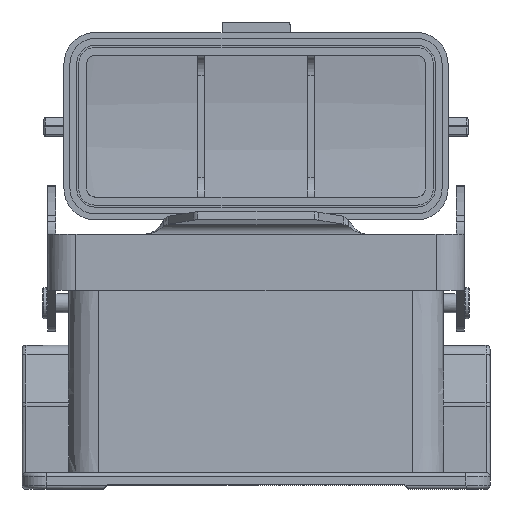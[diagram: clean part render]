
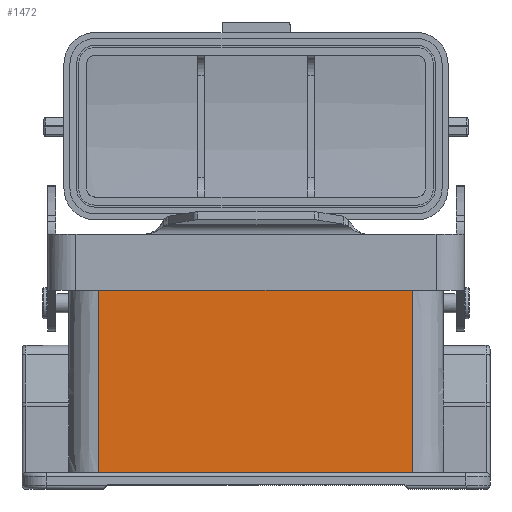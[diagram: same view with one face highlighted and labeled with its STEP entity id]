
A CAD part, left-side view. The second image highlights one B-rep face of the part: STEP entity #1472.
In plain terms, the highlighted planar face has unit normal (-1, 0, 0.009).
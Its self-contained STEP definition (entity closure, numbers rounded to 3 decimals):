
#1472=ADVANCED_FACE('',(#2431),#2057,.T.);
#2057=PLANE('',#12170);
#2431=FACE_OUTER_BOUND('',#3110,.T.);
#3110=EDGE_LOOP('',(#4613,#4614,#4615,#4616));
#4613=ORIENTED_EDGE('',*,*,#8785,.T.);
#4614=ORIENTED_EDGE('',*,*,#8367,.T.);
#4615=ORIENTED_EDGE('',*,*,#8786,.F.);
#4616=ORIENTED_EDGE('',*,*,#8355,.F.);
#7249=VERTEX_POINT('',#16588);
#7250=VERTEX_POINT('',#16590);
#7261=VERTEX_POINT('',#16613);
#7262=VERTEX_POINT('',#16615);
#8355=EDGE_CURVE('',#7249,#7250,#10041,.T.);
#8367=EDGE_CURVE('',#7262,#7261,#10048,.T.);
#8785=EDGE_CURVE('',#7249,#7262,#10252,.T.);
#8786=EDGE_CURVE('',#7250,#7261,#10253,.T.);
#10041=LINE('',#16589,#10972);
#10048=LINE('',#16614,#10979);
#10252=LINE('',#18459,#11183);
#10253=LINE('',#18460,#11184);
#10972=VECTOR('',#13148,1.);
#10979=VECTOR('',#13167,1.);
#11183=VECTOR('',#13939,1.);
#11184=VECTOR('',#13940,1.);
#12170=AXIS2_PLACEMENT_3D('',#18461,#13941,#13942);
#13148=DIRECTION('',(0.,-1.,0.));
#13167=DIRECTION('',(0.,-1.,0.));
#13939=DIRECTION('',(-0.009,0.,-1.));
#13940=DIRECTION('',(-0.009,0.,-1.));
#13941=DIRECTION('',(-1.,0.,0.009));
#13942=DIRECTION('',(0.009,0.,1.));
#16588=CARTESIAN_POINT('',(-21.499,39.249,21.996));
#16589=CARTESIAN_POINT('',(-21.499,0.,21.996));
#16590=CARTESIAN_POINT('',(-21.499,-39.249,21.996));
#16613=CARTESIAN_POINT('',(-21.899,-39.249,-23.803));
#16614=CARTESIAN_POINT('',(-21.899,0.,-23.803));
#16615=CARTESIAN_POINT('',(-21.899,39.249,-23.803));
#18459=CARTESIAN_POINT('',(-21.499,39.249,21.996));
#18460=CARTESIAN_POINT('',(-21.499,-39.249,21.996));
#18461=CARTESIAN_POINT('',(-21.499,0.,21.996));
